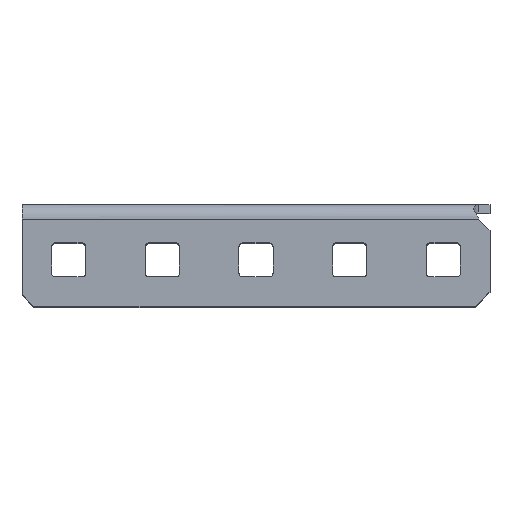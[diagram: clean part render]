
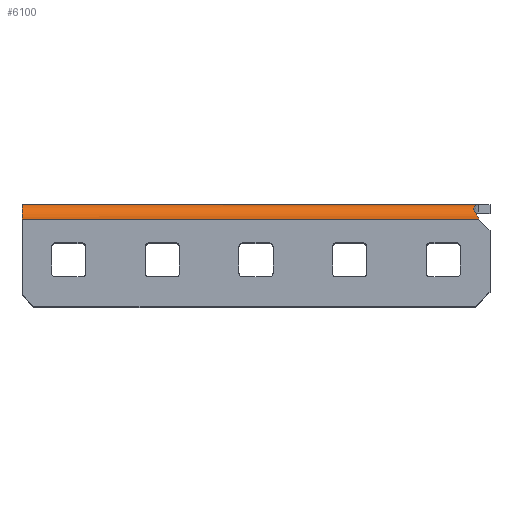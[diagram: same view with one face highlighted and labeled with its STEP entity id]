
A CAD part, top view. The second image highlights one B-rep face of the part: STEP entity #6100.
In plain terms, the highlighted cylindrical face has radius 1.981 mm (diameter 3.962 mm), a partial arc.
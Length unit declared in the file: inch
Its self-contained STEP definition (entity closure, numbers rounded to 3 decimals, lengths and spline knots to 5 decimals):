
#36=B_SPLINE_CURVE_WITH_KNOTS('',3,(#9729,#9730,#9731,#9732,#9733,#9734,
#9735,#9736,#9737,#9738,#9739,#9740,#9741),.UNSPECIFIED.,.F.,.F.,(4,3,3,
3,4),(0.,0.32071,0.64125,0.96181,1.),
 .UNSPECIFIED.);
#37=B_SPLINE_CURVE_WITH_KNOTS('',3,(#9742,#9743,#9744,#9745,#9746,#9747,
#9748,#9749,#9750,#9751,#9752,#9753,#9754),.UNSPECIFIED.,.F.,.F.,(4,3,3,
3,4),(0.,0.32071,0.64125,0.96181,1.),
 .UNSPECIFIED.);
#63=CYLINDRICAL_SURFACE('',#6593,0.078);
#417=CIRCLE('',#6594,0.078);
#628=FACE_OUTER_BOUND('',#980,.T.);
#980=EDGE_LOOP('',(#4592,#4593,#4594,#4595,#4596));
#1336=LINE('',#9108,#1962);
#1439=LINE('',#9514,#2065);
#1962=VECTOR('',#7167,2.4402);
#2065=VECTOR('',#7472,2.4402);
#2625=VERTEX_POINT('',#9105);
#2626=VERTEX_POINT('',#9107);
#2827=VERTEX_POINT('',#9511);
#2828=VERTEX_POINT('',#9513);
#2876=VERTEX_POINT('',#9728);
#3236=EDGE_CURVE('',#2625,#2626,#1336,.T.);
#3439=EDGE_CURVE('',#2828,#2827,#1439,.T.);
#3534=EDGE_CURVE('',#2625,#2828,#417,.T.);
#3535=EDGE_CURVE('',#2827,#2876,#36,.T.);
#3536=EDGE_CURVE('',#2876,#2626,#37,.T.);
#4592=ORIENTED_EDGE('',*,*,#3236,.F.);
#4593=ORIENTED_EDGE('',*,*,#3534,.T.);
#4594=ORIENTED_EDGE('',*,*,#3439,.T.);
#4595=ORIENTED_EDGE('',*,*,#3535,.T.);
#4596=ORIENTED_EDGE('',*,*,#3536,.T.);
#6100=ADVANCED_FACE('',(#628),#63,.T.);
#6593=AXIS2_PLACEMENT_3D('',#9726,#7678,#7679);
#6594=AXIS2_PLACEMENT_3D('',#9727,#7680,#7681);
#7167=DIRECTION('',(1.,0.,0.));
#7472=DIRECTION('',(1.,0.,0.));
#7678=DIRECTION('center_axis',(1.,0.,0.));
#7679=DIRECTION('ref_axis',(0.,0.,-1.));
#7680=DIRECTION('center_axis',(1.,0.,0.));
#7681=DIRECTION('ref_axis',(0.,0.,-1.));
#9105=CARTESIAN_POINT('',(-1.04194,0.046,1.80781));
#9107=CARTESIAN_POINT('',(1.39826,0.046,1.80781));
#9108=CARTESIAN_POINT('',(-1.04194,0.046,1.80781));
#9511=CARTESIAN_POINT('',(1.39826,-0.032,1.88581));
#9513=CARTESIAN_POINT('',(-1.04194,-0.032,1.88581));
#9514=CARTESIAN_POINT('',(-1.04194,-0.032,1.88581));
#9726=CARTESIAN_POINT('Origin',(-2.26321,-0.032,1.80781));
#9727=CARTESIAN_POINT('Origin',(-1.04194,-0.032,1.80781));
#9728=CARTESIAN_POINT('',(1.36826,0.02315,1.86296));
#9729=CARTESIAN_POINT('Ctrl Pts',(1.39826,-0.032,
1.88581));
#9730=CARTESIAN_POINT('Ctrl Pts',(1.39505,-0.02545,
1.88581));
#9731=CARTESIAN_POINT('Ctrl Pts',(1.39185,-0.0189,
1.88498));
#9732=CARTESIAN_POINT('Ctrl Pts',(1.38864,-0.01256,1.88334));
#9733=CARTESIAN_POINT('Ctrl Pts',(1.38543,-0.00622,
1.88171));
#9734=CARTESIAN_POINT('Ctrl Pts',(1.38223,-0.00009,
1.87928));
#9735=CARTESIAN_POINT('Ctrl Pts',(1.37902,0.00564,
1.87612));
#9736=CARTESIAN_POINT('Ctrl Pts',(1.37582,0.01138,1.87296));
#9737=CARTESIAN_POINT('Ctrl Pts',(1.37261,0.01671,1.86908));
#9738=CARTESIAN_POINT('Ctrl Pts',(1.36941,0.02148,1.86459));
#9739=CARTESIAN_POINT('Ctrl Pts',(1.36902,0.02204,1.86405));
#9740=CARTESIAN_POINT('Ctrl Pts',(1.36864,0.0226,1.86351));
#9741=CARTESIAN_POINT('Ctrl Pts',(1.36826,0.02315,1.86296));
#9742=CARTESIAN_POINT('Ctrl Pts',(1.36826,0.02315,1.86296));
#9743=CARTESIAN_POINT('Ctrl Pts',(1.37147,0.02779,1.85833));
#9744=CARTESIAN_POINT('Ctrl Pts',(1.37467,0.03183,1.85311));
#9745=CARTESIAN_POINT('Ctrl Pts',(1.37788,0.03516,1.84747));
#9746=CARTESIAN_POINT('Ctrl Pts',(1.38109,0.03849,1.84184));
#9747=CARTESIAN_POINT('Ctrl Pts',(1.38429,0.0411,1.83578));
#9748=CARTESIAN_POINT('Ctrl Pts',(1.3875,0.04292,1.82949));
#9749=CARTESIAN_POINT('Ctrl Pts',(1.3907,0.04474,1.8232));
#9750=CARTESIAN_POINT('Ctrl Pts',(1.39391,0.04577,1.81669));
#9751=CARTESIAN_POINT('Ctrl Pts',(1.39711,0.04596,1.81014));
#9752=CARTESIAN_POINT('Ctrl Pts',(1.3975,0.04599,1.80936));
#9753=CARTESIAN_POINT('Ctrl Pts',(1.39788,0.046,1.80858));
#9754=CARTESIAN_POINT('Ctrl Pts',(1.39826,0.046,1.80781));
